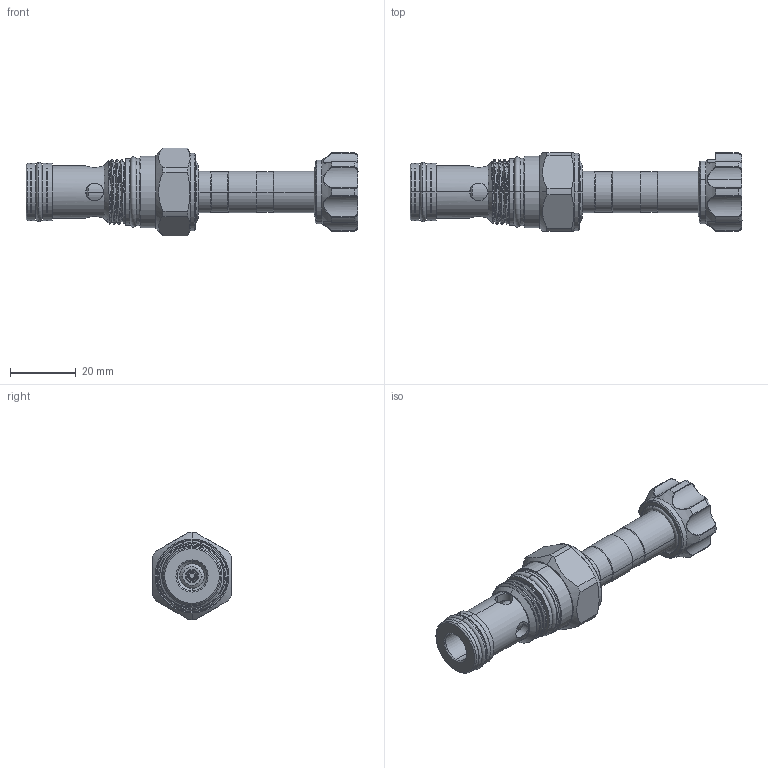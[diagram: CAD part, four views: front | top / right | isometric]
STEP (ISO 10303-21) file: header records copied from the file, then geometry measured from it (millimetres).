
FILE_DESCRIPTION (( 'STEP AP203' ), '1' );
FILE_NAME ('EP13A2A06N5.STEP', '2020-05-25T02:27:14', ( '' ), ( '' ), 'SwSTEP 2.0', 'SolidWorks 2018', '' );
FILE_SCHEMA (( 'CONFIG_CONTROL_DESIGN' ));
Length unit declared in the file: millimetre
Products named in the file (1): EP13A2A06N5
Bounding box: 101.15 x 24 x 26.7 mm (x, y, z)
Volume: 23384.8 mm3; surface area: 10349.6 mm2
Topology: 5 solids, 6 shells, 315 faces, 759 edges, 466 vertices
Faces by surface type: cylinder 140, cone 55, plane 41, torus 39, bspline 38, sphere 2
Entity records: 15139 total; most frequent: CARTESIAN_POINT 7945, ORIENTED_EDGE 1514, DIRECTION 1488, EDGE_CURVE 757, AXIS2_PLACEMENT_3D 637, VERTEX_POINT 466, CIRCLE 359, EDGE_LOOP 347
